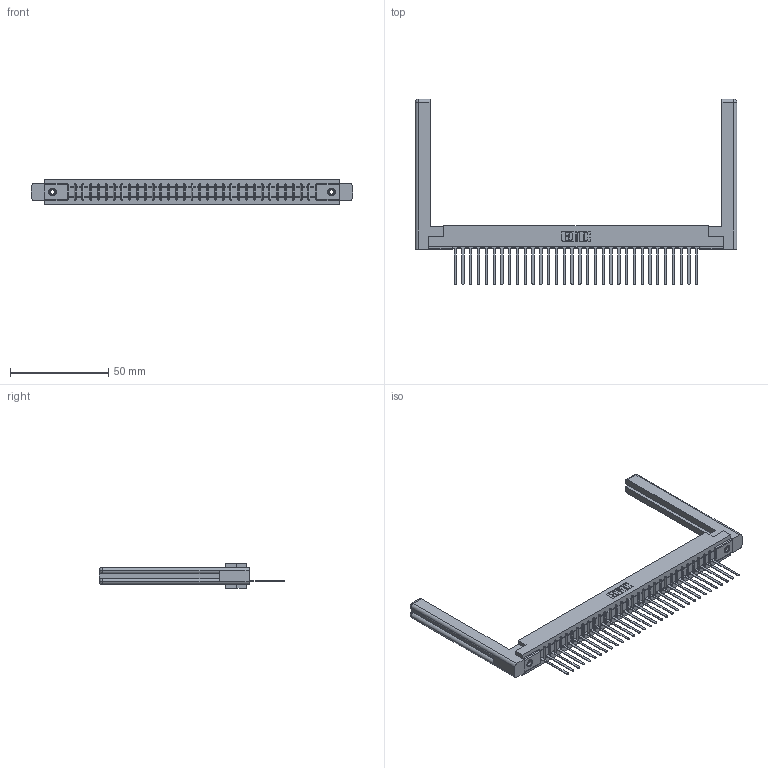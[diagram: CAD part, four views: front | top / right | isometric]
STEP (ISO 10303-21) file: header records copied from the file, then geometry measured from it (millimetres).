
FILE_DESCRIPTION (( 'STEP AP203' ), '1' );
FILE_NAME ('307-032-445-158.STEP', '2020-09-28T15:37:37', ( '' ), ( '' ), 'SwSTEP 2.0', 'SolidWorks 2020', '' );
FILE_SCHEMA (( 'CONFIG_CONTROL_DESIGN' ));
Length unit declared in the file: inch
Products named in the file (5): 345-250-001_345-250-001-102; 307 Part_.156 Dia Mounting Holes; 307-290-001_545; 307-032-445-158; 307-220-058
Assembly tree (37 placements, depth 2):
  307-032-445-158
    307 Part_.156 Dia Mounting Holes
    307-290-001_545  x32
    307-220-058  x2
    345-250-001_345-250-001-102  x2
Bounding box: 163.42 x 94.31 x 12.7 mm (x, y, z)
Volume: 24202.5 mm3; surface area: 23938.6 mm2
Topology: 37 solids, 37 shells, 2085 faces, 5861 edges, 3762 vertices
Faces by surface type: plane 1338, cylinder 657, sphere 66, torus 12, cone 12
Entity records: 31267 total; most frequent: CARTESIAN_POINT 5271, ORIENTED_EDGE 5196, DIRECTION 5092, EDGE_CURVE 2598, LINE 1986, VECTOR 1986, VERTEX_POINT 1678, AXIS2_PLACEMENT_3D 1553
